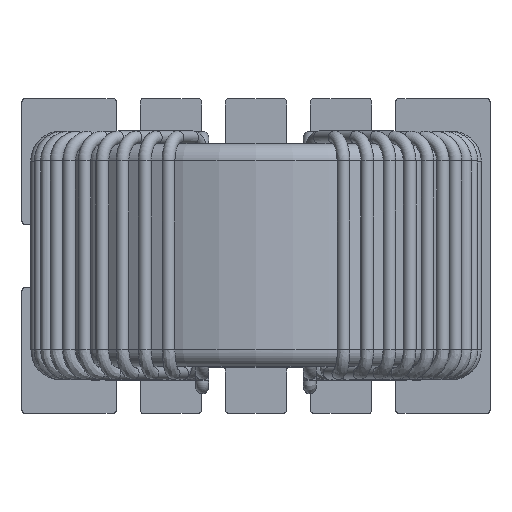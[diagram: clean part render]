
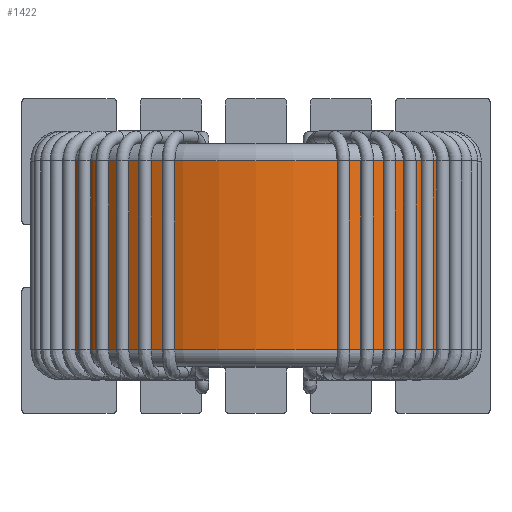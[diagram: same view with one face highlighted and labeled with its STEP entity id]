
A CAD part, top view. The second image highlights one B-rep face of the part: STEP entity #1422.
In plain terms, the highlighted cylindrical face has radius 12.5 mm (diameter 25 mm), a full revolution.
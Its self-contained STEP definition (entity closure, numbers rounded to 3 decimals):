
#1422 = ADVANCED_FACE( '', ( #3227, #3228 ), #3229, .T. );
#3227 = FACE_OUTER_BOUND( '', #20107, .T. );
#3228 = FACE_OUTER_BOUND( '', #20108, .T. );
#3229 = CYLINDRICAL_SURFACE( '', #20109, 12.5 );
#20107 = EDGE_LOOP( '', ( #25212 ) );
#20108 = EDGE_LOOP( '', ( #25213 ) );
#20109 = AXIS2_PLACEMENT_3D( '', #25214, #25215, #25216 );
#25212 = ORIENTED_EDGE( '', *, *, #26923, .T. );
#25213 = ORIENTED_EDGE( '', *, *, #26292, .T. );
#25214 = CARTESIAN_POINT( '', ( 0., -6.55, 18.3 ) );
#25215 = DIRECTION( '', ( 0., -1., 0. ) );
#25216 = DIRECTION( '', ( 0., 0., 1. ) );
#26292 = EDGE_CURVE( '', #27870, #27870, #27871, .F. );
#26923 = EDGE_CURVE( '', #28770, #28770, #28771, .T. );
#27870 = VERTEX_POINT( '', #29896 );
#27871 = CIRCLE( '', #29897, 12.5 );
#28770 = VERTEX_POINT( '', #30937 );
#28771 = CIRCLE( '', #30938, 12.5 );
#29896 = CARTESIAN_POINT( '', ( 0., 5.55, 30.8 ) );
#29897 = AXIS2_PLACEMENT_3D( '', #31916, #31917, #31918 );
#30937 = CARTESIAN_POINT( '', ( 0., -5.55, 30.8 ) );
#30938 = AXIS2_PLACEMENT_3D( '', #32732, #32733, #32734 );
#31916 = CARTESIAN_POINT( '', ( 0., 5.55, 18.3 ) );
#31917 = DIRECTION( '', ( 0., 1., 0. ) );
#31918 = DIRECTION( '', ( 0., 0., 1. ) );
#32732 = CARTESIAN_POINT( '', ( 0., -5.55, 18.3 ) );
#32733 = DIRECTION( '', ( 0., 1., 0. ) );
#32734 = DIRECTION( '', ( 0., 0., 1. ) );
